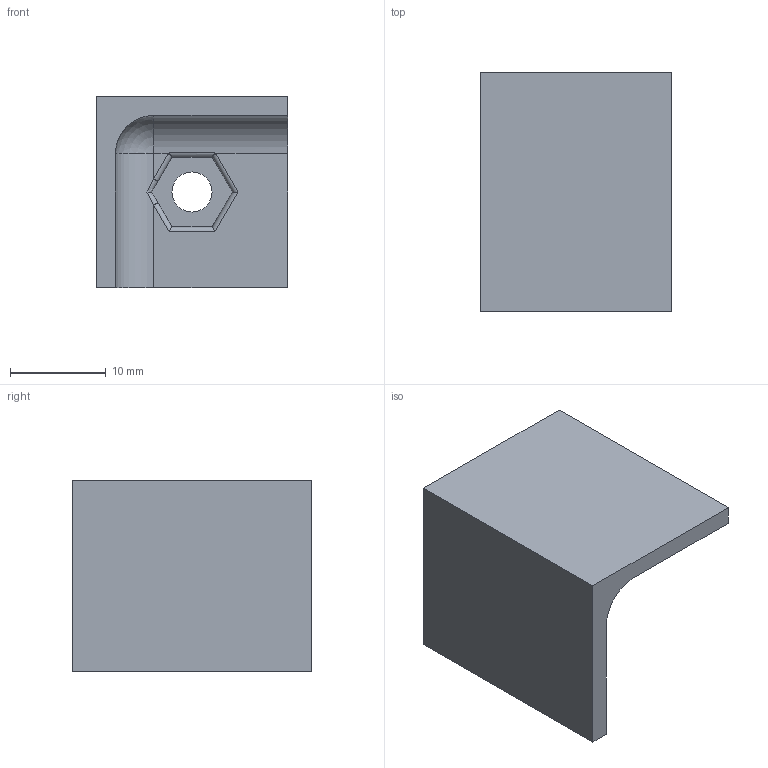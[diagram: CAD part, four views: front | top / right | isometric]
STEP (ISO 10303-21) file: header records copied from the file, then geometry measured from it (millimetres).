
FILE_DESCRIPTION (( 'STEP AP203' ), '1' );
FILE_NAME ('corner piece.STEP', '2015-06-17T17:59:53', ( 'Jimbles' ), ( '' ), 'SwSTEP 2.0', 'SolidWorks 2015', '' );
FILE_SCHEMA (( 'CONFIG_CONTROL_DESIGN' ));
Length unit declared in the file: millimetre
Products named in the file (1): corner piece
Bounding box: 20 x 25 x 20 mm (x, y, z)
Volume: 3534 mm3; surface area: 2781.2 mm2
Topology: 1 solids, 1 shells, 33 faces, 83 edges, 51 vertices
Faces by surface type: plane 17, cylinder 11, bspline 4, sphere 1
Entity records: 1082 total; most frequent: CARTESIAN_POINT 265, ORIENTED_EDGE 164, DIRECTION 140, EDGE_CURVE 82, VECTOR 52, LINE 52, VERTEX_POINT 51, AXIS2_PLACEMENT_3D 44
